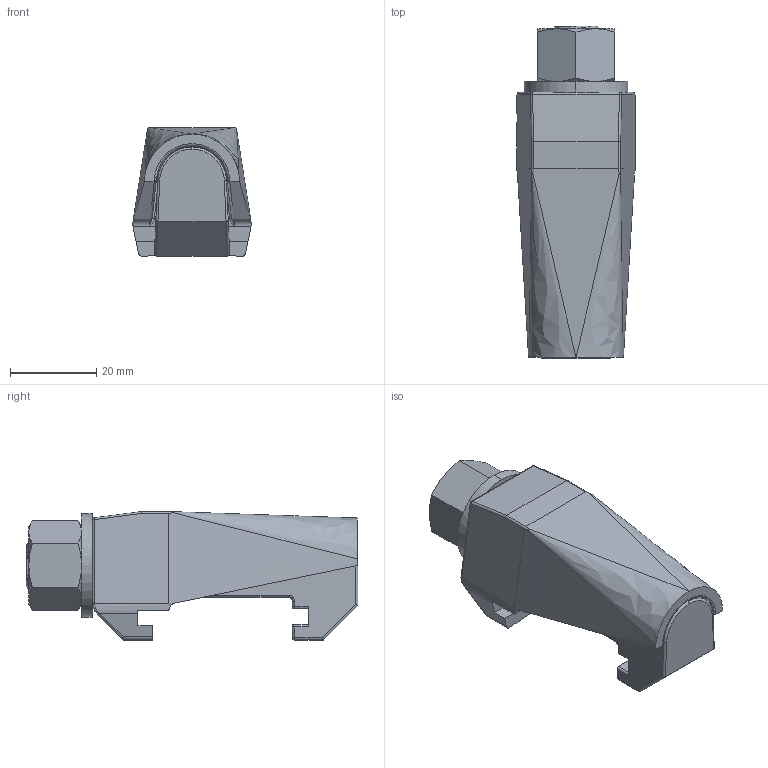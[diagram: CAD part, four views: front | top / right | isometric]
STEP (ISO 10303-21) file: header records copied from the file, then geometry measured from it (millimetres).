
FILE_DESCRIPTION (( 'STEP AP214' ), '1' );
FILE_NAME ('Hositrad_ISO320-C-SS-Double.STEP', '2015-07-21T11:55:27', ( '' ), ( '' ), 'SwSTEP 2.0', 'SolidWorks 2015', '' );
FILE_SCHEMA (( 'AUTOMOTIVE_DESIGN' ));
Length unit declared in the file: millimetre
Products named in the file (5): hex nut gradec_iso_Hexagon Nut ISO - 4034 - M12 - N; plain washer grade a_din_Washer DIN 125 - A 13; Clamp-ISO320C-SS-Outside; Clamp-ISO320C-SS-Inside; Hositrad_ISO320-C-SS-Double
Assembly tree (4 placements, depth 2):
  Hositrad_ISO320-C-SS-Double
    Clamp-ISO320C-SS-Inside
    Clamp-ISO320C-SS-Outside
    plain washer grade a_din_Washer DIN 125 - A 13
    hex nut gradec_iso_Hexagon Nut ISO - 4034 - M12 - N
Bounding box: 27.41 x 77 x 29.9 mm (x, y, z)
Volume: 33327.4 mm3; surface area: 15192.3 mm2
Topology: 4 solids, 4 shells, 195 faces, 489 edges, 293 vertices
Faces by surface type: cylinder 90, plane 44, cone 23, bspline 23, sphere 8, torus 7
Entity records: 7681 total; most frequent: CARTESIAN_POINT 3325, ORIENTED_EDGE 958, DIRECTION 803, EDGE_CURVE 479, AXIS2_PLACEMENT_3D 310, VERTEX_POINT 293, EDGE_LOOP 202, ADVANCED_FACE 195
